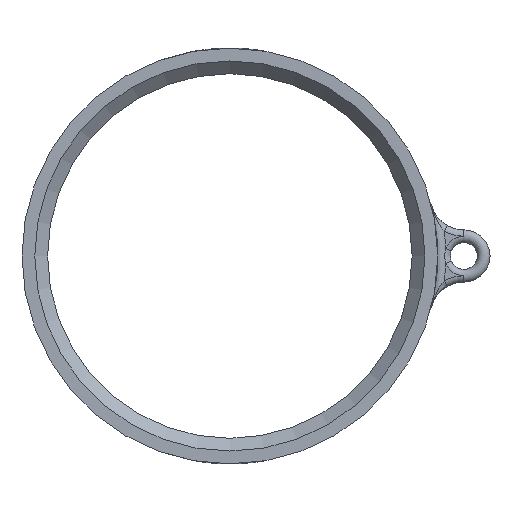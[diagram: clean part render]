
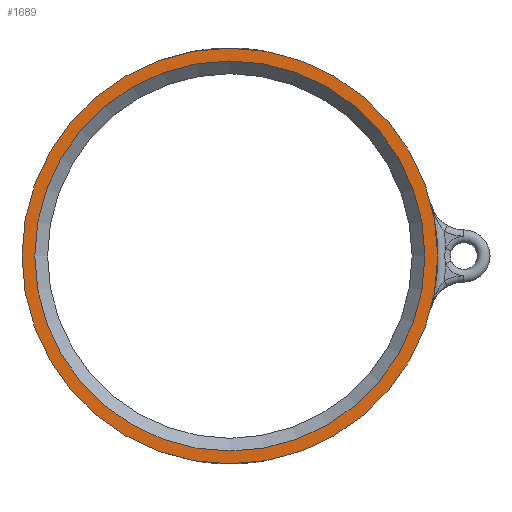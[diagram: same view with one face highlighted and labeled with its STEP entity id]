
A CAD part, front view. The second image highlights one B-rep face of the part: STEP entity #1689.
In plain terms, the highlighted planar face has unit normal (0, -1, 0).
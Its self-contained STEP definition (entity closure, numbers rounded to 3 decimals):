
#37=FACE_BOUND('',#356,.T.);
#115=CIRCLE('',#1837,30.5);
#116=CIRCLE('',#1839,32.5);
#157=PLANE('',#1838);
#253=FACE_OUTER_BOUND('',#355,.T.);
#355=EDGE_LOOP('',(#1501));
#356=EDGE_LOOP('',(#1502));
#759=VERTEX_POINT('',#6589);
#760=VERTEX_POINT('',#6593);
#1020=EDGE_CURVE('',#759,#759,#115,.T.);
#1022=EDGE_CURVE('',#760,#760,#116,.T.);
#1501=ORIENTED_EDGE('',*,*,#1022,.T.);
#1502=ORIENTED_EDGE('',*,*,#1020,.F.);
#1689=ADVANCED_FACE('',(#253,#37),#157,.T.);
#1837=AXIS2_PLACEMENT_3D('',#6590,#2168,#2169);
#1838=AXIS2_PLACEMENT_3D('',#6592,#2171,#2172);
#1839=AXIS2_PLACEMENT_3D('',#6594,#2173,#2174);
#2168=DIRECTION('center_axis',(0.,-1.,0.));
#2169=DIRECTION('ref_axis',(1.,0.,0.));
#2171=DIRECTION('center_axis',(0.,-1.,0.));
#2172=DIRECTION('ref_axis',(1.,0.,0.));
#2173=DIRECTION('center_axis',(0.,-1.,0.));
#2174=DIRECTION('ref_axis',(1.,0.,0.));
#6589=CARTESIAN_POINT('',(-30.5,-195.,0.));
#6590=CARTESIAN_POINT('Origin',(0.,-195.,0.));
#6592=CARTESIAN_POINT('Origin',(0.,-195.,0.));
#6593=CARTESIAN_POINT('',(-32.5,-195.,0.));
#6594=CARTESIAN_POINT('Origin',(0.,-195.,0.));
